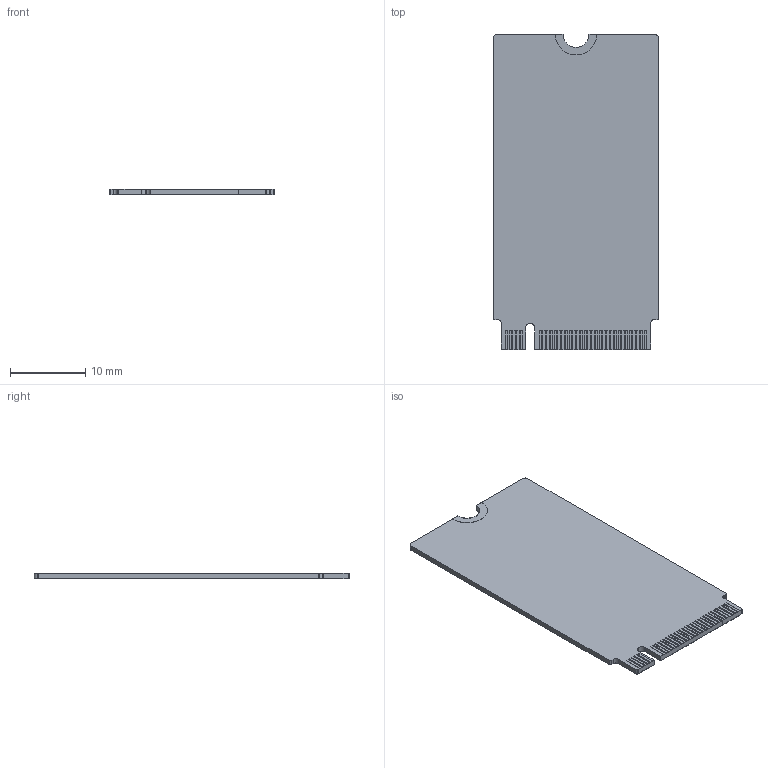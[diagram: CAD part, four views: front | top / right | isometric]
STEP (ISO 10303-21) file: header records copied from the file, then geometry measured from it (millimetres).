
FILE_DESCRIPTION(/* description */ ('KiCad electronic assembly'),/* implementation_level */ '2;1');
FILE_NAME(/* name */ 'M.2_2242_M-Key.step',/* time_stamp */ '2024-10-24T16:56:19+02:00',/* author */ (''),/* organization */ (''),/* preprocessor_version */ 'ST-DEVELOPER v20',/* originating_system */ 'Autodesk Translation Framework v13.20.0.188',/* authorisation */ '');
FILE_SCHEMA (('AUTOMOTIVE_DESIGN { 1 0 10303 214 3 1 1 }'));
Length unit declared in the file: millimetre
Products named in the file (3): M.2_2242_M-Key 1; M.2-Templates_copper; M.2-Templates_PCB
Assembly tree (2 placements, depth 2):
  M.2_2242_M-Key 1
    M.2-Templates_copper
    M.2-Templates_PCB
Bounding box: 22 x 42 x 0.79 mm (x, y, z)
Volume: 646.8 mm3; surface area: 2079.6 mm2
Topology: 69 solids, 69 shells, 448 faces, 930 edges, 620 vertices
Faces by surface type: plane 433, cylinder 15
Entity records: 11676 total; most frequent: CARTESIAN_POINT 2003, DIRECTION 1866, ORIENTED_EDGE 1860, EDGE_CURVE 930, LINE 900, VECTOR 900, VERTEX_POINT 620, AXIS2_PLACEMENT_3D 483
